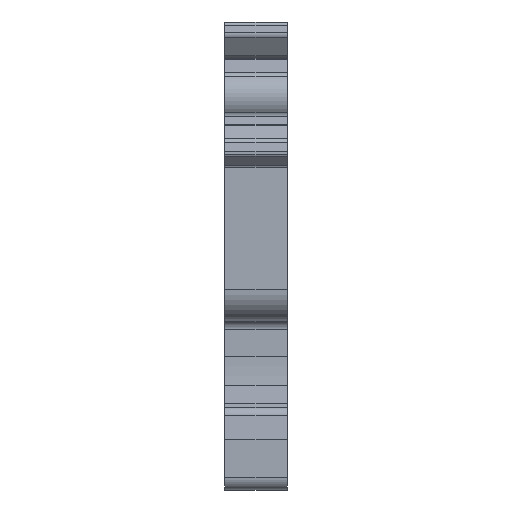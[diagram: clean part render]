
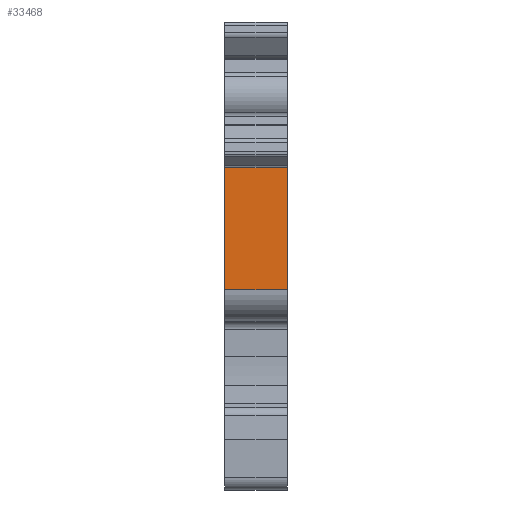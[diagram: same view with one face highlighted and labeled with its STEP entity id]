
A CAD part, left-side view. The second image highlights one B-rep face of the part: STEP entity #33468.
In plain terms, the highlighted planar face has unit normal (-1, 0, 0).
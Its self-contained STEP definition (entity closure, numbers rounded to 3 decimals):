
#453 = CARTESIAN_POINT ( 'NONE',  ( -40.75, 5., 18.488 ) ) ;
#3217 = CARTESIAN_POINT ( 'NONE',  ( -40.75, 0., 8.734 ) ) ;
#3516 = LINE ( 'NONE', #35254, #14369 ) ;
#4242 = LINE ( 'NONE', #32598, #18064 ) ;
#5075 = ORIENTED_EDGE ( 'NONE', *, *, #13416, .T. ) ;
#6028 = CARTESIAN_POINT ( 'NONE',  ( -40.75, 0., 18.488 ) ) ;
#7590 = DIRECTION ( 'NONE',  ( 0., -1., 0. ) ) ;
#7686 = VERTEX_POINT ( 'NONE', #27667 ) ;
#8627 = ORIENTED_EDGE ( 'NONE', *, *, #11737, .F. ) ;
#9173 = ORIENTED_EDGE ( 'NONE', *, *, #23299, .T. ) ;
#9690 = CARTESIAN_POINT ( 'NONE',  ( -40.75, 5., 8.734 ) ) ;
#10228 = FACE_OUTER_BOUND ( 'NONE', #36480, .T. ) ;
#11737 = EDGE_CURVE ( 'NONE', #29293, #18666, #23799, .T. ) ;
#11863 = LINE ( 'NONE', #28070, #36560 ) ;
#12682 = DIRECTION ( 'NONE',  ( -1., 0., 0. ) ) ;
#13416 = EDGE_CURVE ( 'NONE', #7686, #18666, #4242, .T. ) ;
#13802 = VERTEX_POINT ( 'NONE', #453 ) ;
#14369 = VECTOR ( 'NONE', #34695, 1000. ) ;
#15131 = DIRECTION ( 'NONE',  ( 0., 0., -1. ) ) ;
#16799 = DIRECTION ( 'NONE',  ( 0., -1., 0. ) ) ;
#18064 = VECTOR ( 'NONE', #7590, 1000. ) ;
#18325 = DIRECTION ( 'NONE',  ( 0., 0., 1. ) ) ;
#18666 = VERTEX_POINT ( 'NONE', #3217 ) ;
#20151 = ORIENTED_EDGE ( 'NONE', *, *, #23520, .F. ) ;
#22990 = VECTOR ( 'NONE', #15131, 1000. ) ;
#23232 = CARTESIAN_POINT ( 'NONE',  ( -40.75, 0., 8.734 ) ) ;
#23299 = EDGE_CURVE ( 'NONE', #13802, #7686, #3516, .T. ) ;
#23520 = EDGE_CURVE ( 'NONE', #13802, #29293, #11863, .T. ) ;
#23799 = LINE ( 'NONE', #23232, #22990 ) ;
#26973 = PLANE ( 'NONE',  #35967 ) ;
#27667 = CARTESIAN_POINT ( 'NONE',  ( -40.75, 5., 8.734 ) ) ;
#28070 = CARTESIAN_POINT ( 'NONE',  ( -40.75, 5., 18.488 ) ) ;
#29293 = VERTEX_POINT ( 'NONE', #6028 ) ;
#32598 = CARTESIAN_POINT ( 'NONE',  ( -40.75, 5., 8.734 ) ) ;
#33468 = ADVANCED_FACE ( 'NONE', ( #10228 ), #26973, .T. ) ;
#34695 = DIRECTION ( 'NONE',  ( 0., 0., -1. ) ) ;
#35254 = CARTESIAN_POINT ( 'NONE',  ( -40.75, 5., 8.734 ) ) ;
#35967 = AXIS2_PLACEMENT_3D ( 'NONE', #9690, #12682, #18325 ) ;
#36480 = EDGE_LOOP ( 'NONE', ( #8627, #20151, #9173, #5075 ) ) ;
#36560 = VECTOR ( 'NONE', #16799, 1000. ) ;
